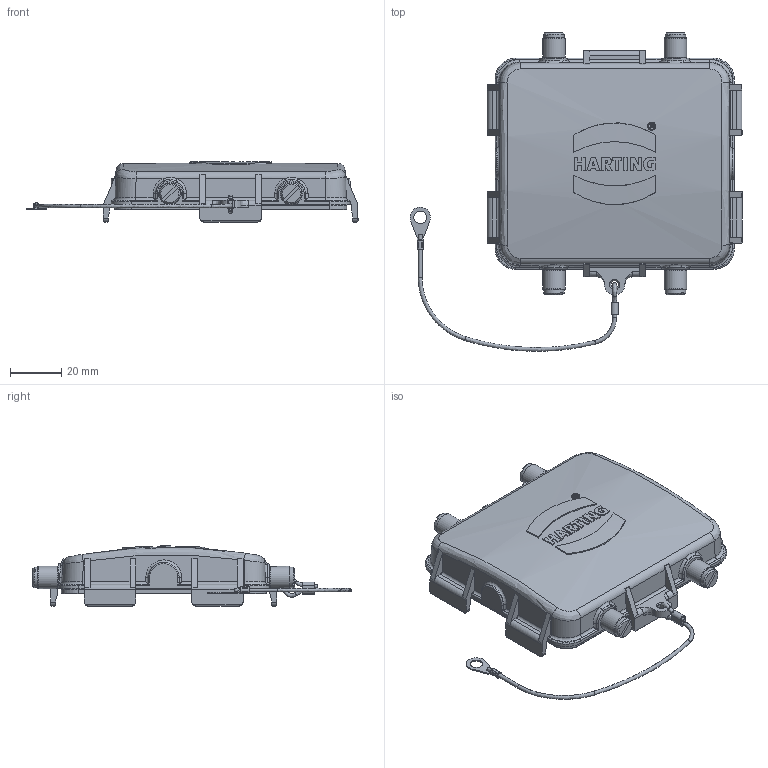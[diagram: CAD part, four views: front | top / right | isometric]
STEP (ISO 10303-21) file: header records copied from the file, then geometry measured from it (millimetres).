
FILE_DESCRIPTION(/* description */ (''),/* implementation_level */ '2;1');
FILE_NAME(/* name */ '100173008ugm000_c.stp',/* time_stamp */ '2017-10-27T14:14:13+02:00',/* author */ (''),/* organization */ (''),/* preprocessor_version */ 'ST-DEVELOPER v16',/* originating_system */ 'SIEMENS PLM Software NX 10.0',/* authorisation */ '');
FILE_SCHEMA (('AUTOMOTIVE_DESIGN { 1 0 10303 214 3 1 1 1 }'));
Length unit declared in the file: millimetre
Products named in the file (1): 100173008ugm000_c
Bounding box: 129.82 x 124.57 x 23.49 mm (x, y, z)
Volume: 31455.3 mm3; surface area: 29471.5 mm2
Topology: 2 solids, 2 shells, 588 faces, 1551 edges, 1008 vertices
Faces by surface type: plane 292, cylinder 176, bspline 98, cone 22
Full cylindrical faces by diameter (mm): 1.5 x1, 2.411 x1, 2.5 x1, 3 x1, 3.155 x1, 5 x5, 8 x4, 8.8 x4
Entity records: 24471 total; most frequent: CARTESIAN_POINT 9172, ORIENTED_EDGE 2908, DIRECTION 2570, EDGE_CURVE 1454, VERTEX_POINT 950, AXIS2_PLACEMENT_3D 898, LINE 774, VECTOR 774
